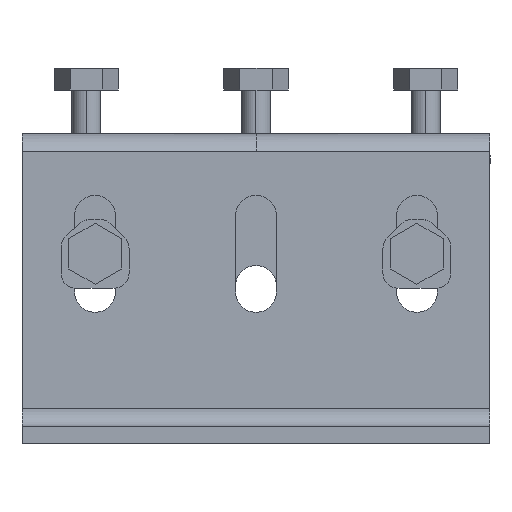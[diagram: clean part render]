
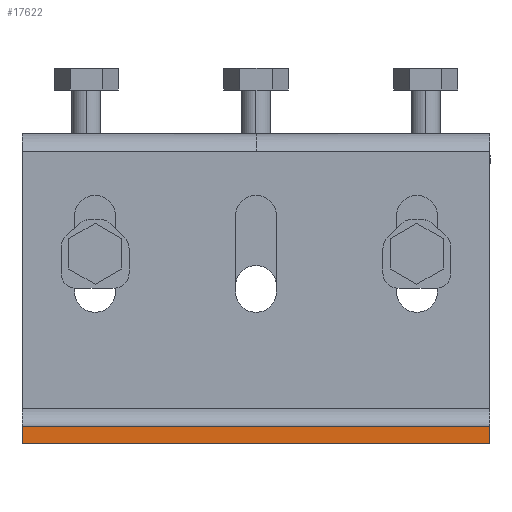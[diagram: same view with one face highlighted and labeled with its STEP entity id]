
A CAD part, left-side view. The second image highlights one B-rep face of the part: STEP entity #17622.
In plain terms, the highlighted planar face has unit normal (-1, 0, 0).
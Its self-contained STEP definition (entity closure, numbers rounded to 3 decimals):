
#189 = CARTESIAN_POINT ( 'NONE',  ( -208., 80., 6. ) ) ;
#253 = ORIENTED_EDGE ( 'NONE', *, *, #9173, .T. ) ;
#589 = DIRECTION ( 'NONE',  ( -1., 0., 0. ) ) ;
#1388 = ORIENTED_EDGE ( 'NONE', *, *, #17321, .T. ) ;
#1604 = DIRECTION ( 'NONE',  ( 0., 0., -1. ) ) ;
#1882 = ORIENTED_EDGE ( 'NONE', *, *, #3661, .T. ) ;
#3010 = PLANE ( 'NONE',  #8643 ) ;
#3032 = CARTESIAN_POINT ( 'NONE',  ( -208., -80., 0. ) ) ;
#3201 = LINE ( 'NONE', #3032, #14376 ) ;
#3230 = CARTESIAN_POINT ( 'NONE',  ( -208., 80., 0. ) ) ;
#3661 = EDGE_CURVE ( 'NONE', #7154, #6765, #4709, .T. ) ;
#4709 = LINE ( 'NONE', #17132, #15082 ) ;
#6408 = CARTESIAN_POINT ( 'NONE',  ( -208., -80., 0. ) ) ;
#6765 = VERTEX_POINT ( 'NONE', #189 ) ;
#6989 = DIRECTION ( 'NONE',  ( 0., -1., 0. ) ) ;
#7154 = VERTEX_POINT ( 'NONE', #14261 ) ;
#7375 = VECTOR ( 'NONE', #6989, 1000. ) ;
#7911 = CARTESIAN_POINT ( 'NONE',  ( -208., 80., 0. ) ) ;
#8371 = LINE ( 'NONE', #13841, #11417 ) ;
#8451 = DIRECTION ( 'NONE',  ( 0., -1., 0. ) ) ;
#8643 = AXIS2_PLACEMENT_3D ( 'NONE', #14009, #589, #8451 ) ;
#8672 = LINE ( 'NONE', #3230, #7375 ) ;
#8840 = ORIENTED_EDGE ( 'NONE', *, *, #11346, .T. ) ;
#9173 = EDGE_CURVE ( 'NONE', #13382, #17398, #8672, .T. ) ;
#9905 = DIRECTION ( 'NONE',  ( 0., 0., 1. ) ) ;
#10694 = FACE_OUTER_BOUND ( 'NONE', #13655, .T. ) ;
#11346 = EDGE_CURVE ( 'NONE', #6765, #13382, #8371, .T. ) ;
#11417 = VECTOR ( 'NONE', #1604, 1000. ) ;
#13382 = VERTEX_POINT ( 'NONE', #7911 ) ;
#13655 = EDGE_LOOP ( 'NONE', ( #253, #1388, #1882, #8840 ) ) ;
#13841 = CARTESIAN_POINT ( 'NONE',  ( -208., 80., 6. ) ) ;
#14009 = CARTESIAN_POINT ( 'NONE',  ( -208., 0., 0. ) ) ;
#14261 = CARTESIAN_POINT ( 'NONE',  ( -208., -80., 6. ) ) ;
#14376 = VECTOR ( 'NONE', #9905, 1000. ) ;
#15082 = VECTOR ( 'NONE', #15883, 1000. ) ;
#15883 = DIRECTION ( 'NONE',  ( 0., 1., 0. ) ) ;
#17132 = CARTESIAN_POINT ( 'NONE',  ( -208., -80., 6. ) ) ;
#17321 = EDGE_CURVE ( 'NONE', #17398, #7154, #3201, .T. ) ;
#17398 = VERTEX_POINT ( 'NONE', #6408 ) ;
#17622 = ADVANCED_FACE ( 'NONE', ( #10694 ), #3010, .T. ) ;
